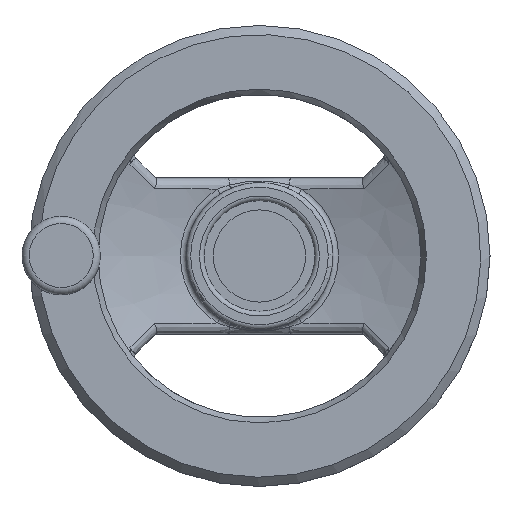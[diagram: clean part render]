
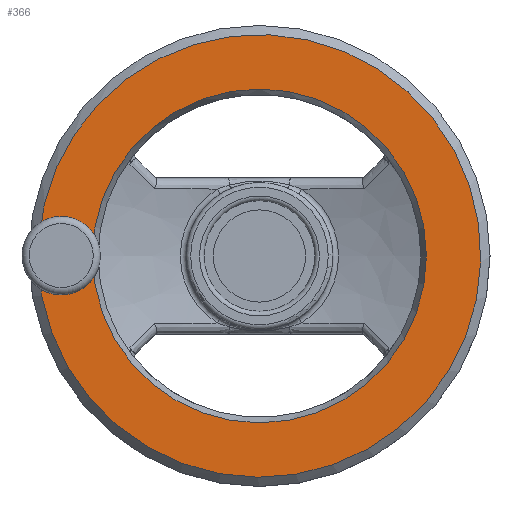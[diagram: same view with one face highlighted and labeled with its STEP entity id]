
A CAD part, top view. The second image highlights one B-rep face of the part: STEP entity #366.
In plain terms, the highlighted planar face has unit normal (0, 0, 1).
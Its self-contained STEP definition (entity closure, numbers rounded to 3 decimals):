
#366 = ADVANCED_FACE( '', ( #786, #787 ), #788, .F. );
#786 = FACE_OUTER_BOUND( '', #3823, .T. );
#787 = FACE_BOUND( '', #3824, .T. );
#788 = PLANE( '', #3825 );
#3823 = EDGE_LOOP( '', ( #5894, #5895, #5896, #5897, #5898 ) );
#3824 = EDGE_LOOP( '', ( #5899 ) );
#3825 = AXIS2_PLACEMENT_3D( '', #5900, #5901, #5902 );
#5894 = ORIENTED_EDGE( '', *, *, #6386, .T. );
#5895 = ORIENTED_EDGE( '', *, *, #6315, .T. );
#5896 = ORIENTED_EDGE( '', *, *, #6319, .T. );
#5897 = ORIENTED_EDGE( '', *, *, #6191, .T. );
#5898 = ORIENTED_EDGE( '', *, *, #6293, .T. );
#5899 = ORIENTED_EDGE( '', *, *, #6411, .F. );
#5900 = CARTESIAN_POINT( '', ( 0., 50., 25. ) );
#5901 = DIRECTION( '', ( 0., 0., -1. ) );
#5902 = DIRECTION( '', ( -1., 0., 0. ) );
#6191 = EDGE_CURVE( '', #6688, #6686, #6689, .T. );
#6293 = EDGE_CURVE( '', #6686, #6731, #6840, .F. );
#6315 = EDGE_CURVE( '', #6870, #6868, #6871, .T. );
#6319 = EDGE_CURVE( '', #6868, #6688, #6875, .T. );
#6386 = EDGE_CURVE( '', #6731, #6870, #6957, .T. );
#6411 = EDGE_CURVE( '', #6982, #6982, #6983, .T. );
#6686 = VERTEX_POINT( '', #8215 );
#6688 = VERTEX_POINT( '', #8218 );
#6689 = LINE( '', #8219, #8220 );
#6731 = VERTEX_POINT( '', #8293 );
#6840 = CIRCLE( '', #9056, 48. );
#6868 = VERTEX_POINT( '', #9314 );
#6870 = VERTEX_POINT( '', #9319 );
#6871 = LINE( '', #9320, #9321 );
#6875 = CIRCLE( '', #9329, 5.8 );
#6957 = CIRCLE( '', #9840, 5.8 );
#6982 = VERTEX_POINT( '', #10013 );
#6983 = CIRCLE( '', #10014, 36.206 );
#8215 = CARTESIAN_POINT( '', ( -47.998, -0.479, 25. ) );
#8218 = CARTESIAN_POINT( '', ( -46.187, -4.846, 25. ) );
#8219 = CARTESIAN_POINT( '', ( -48.704, 1.225, 25. ) );
#8220 = VECTOR( '', #10278, 1000. );
#8293 = CARTESIAN_POINT( '', ( -47.9, 3.104, 25. ) );
#9056 = AXIS2_PLACEMENT_3D( '', #10370, #10371, #10372 );
#9314 = CARTESIAN_POINT( '', ( -37.319, -1.169, 25. ) );
#9319 = CARTESIAN_POINT( '', ( -39.813, 4.846, 25. ) );
#9320 = CARTESIAN_POINT( '', ( -37.321, -1.163, 25. ) );
#9321 = VECTOR( '', #10389, 1000. );
#9329 = AXIS2_PLACEMENT_3D( '', #10391, #10392, #10393 );
#9840 = AXIS2_PLACEMENT_3D( '', #10443, #10444, #10445 );
#10013 = CARTESIAN_POINT( '', ( 36.206, 0., 25. ) );
#10014 = AXIS2_PLACEMENT_3D( '', #10462, #10463, #10464 );
#10278 = DIRECTION( '', ( -0.383, 0.924, 0. ) );
#10370 = CARTESIAN_POINT( '', ( 0., 0., 25. ) );
#10371 = DIRECTION( '', ( 0., 0., -1. ) );
#10372 = DIRECTION( '', ( -1., 0., 0. ) );
#10389 = DIRECTION( '', ( 0.383, -0.924, 0. ) );
#10391 = CARTESIAN_POINT( '', ( -43., 0., 25. ) );
#10392 = DIRECTION( '', ( 0., 0., -1. ) );
#10393 = DIRECTION( '', ( 0.924, 0.383, 0. ) );
#10443 = CARTESIAN_POINT( '', ( -43., 0., 25. ) );
#10444 = DIRECTION( '', ( 0., 0., -1. ) );
#10445 = DIRECTION( '', ( 0.924, 0.383, 0. ) );
#10462 = CARTESIAN_POINT( '', ( 0., 0., 25. ) );
#10463 = DIRECTION( '', ( 0., 0., 1. ) );
#10464 = DIRECTION( '', ( 1., 0., 0. ) );
